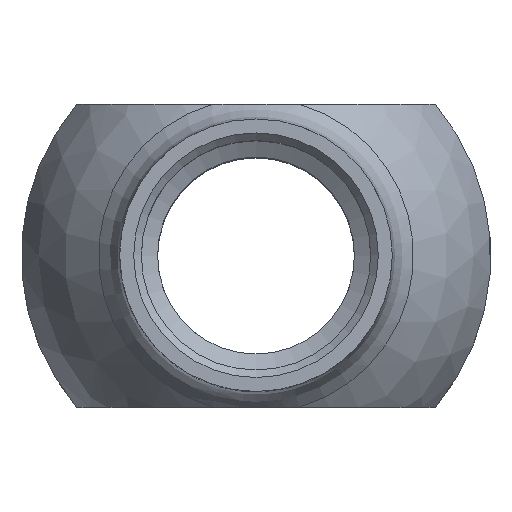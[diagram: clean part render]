
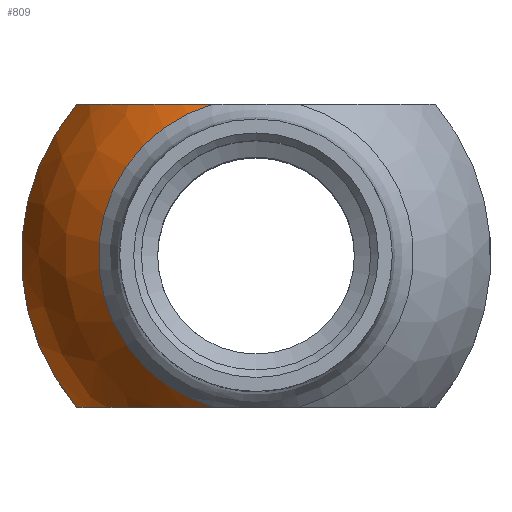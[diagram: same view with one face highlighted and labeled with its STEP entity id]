
A CAD part, top view. The second image highlights one B-rep face of the part: STEP entity #809.
In plain terms, the highlighted spherical face has radius 16 mm.
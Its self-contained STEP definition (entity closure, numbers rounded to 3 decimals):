
#727=CARTESIAN_POINT('',(-12.355,0.807,12.159));
#728=VERTEX_POINT('',#727);
#751=CARTESIAN_POINT('',(-12.355,20.807,12.159));
#752=VERTEX_POINT('',#751);
#766=CARTESIAN_POINT('',(-9.498,10.807,12.159));
#767=DIRECTION('',(0.0,0.0,1.0));
#768=DIRECTION('',(-1.0,0.0,0.0));
#769=AXIS2_PLACEMENT_3D('',#766,#767,#768);
#770=CIRCLE('',#769,10.4);
#771=EDGE_CURVE('',#752,#728,#770,.T.);
#776=CARTESIAN_POINT('',(-9.498,10.807,0.0));
#777=DIRECTION('',(0.0,0.0,1.0));
#778=DIRECTION('',(1.0,0.0,0.0));
#779=AXIS2_PLACEMENT_3D('',#776,#777,#778);
#780=SPHERICAL_SURFACE('',#779,16.0);
#781=ORIENTED_EDGE('',*,*,#771,.F.);
#782=CARTESIAN_POINT('',(-21.341,20.807,3.969));
#783=VERTEX_POINT('',#782);
#784=CARTESIAN_POINT('',(-9.498,20.807,0.0));
#785=DIRECTION('',(0.0,-1.0,0.0));
#786=DIRECTION('',(0.0,0.0,1.0));
#787=AXIS2_PLACEMENT_3D('',#784,#785,#786);
#788=CIRCLE('',#787,12.49);
#789=EDGE_CURVE('',#752,#783,#788,.T.);
#790=ORIENTED_EDGE('',*,*,#789,.T.);
#791=CARTESIAN_POINT('',(-21.341,0.807,3.969));
#792=VERTEX_POINT('',#791);
#793=CARTESIAN_POINT('',(-9.498,10.807,3.969));
#794=DIRECTION('',(0.0,0.0,-1.0));
#795=DIRECTION('',(-1.0,0.0,0.0));
#796=AXIS2_PLACEMENT_3D('',#793,#794,#795);
#797=CIRCLE('',#796,15.5);
#798=EDGE_CURVE('',#792,#783,#797,.T.);
#799=ORIENTED_EDGE('',*,*,#798,.F.);
#800=CARTESIAN_POINT('',(-9.498,0.807,0.0));
#801=DIRECTION('',(0.0,1.0,0.0));
#802=DIRECTION('',(0.0,0.0,-1.0));
#803=AXIS2_PLACEMENT_3D('',#800,#801,#802);
#804=CIRCLE('',#803,12.49);
#805=EDGE_CURVE('',#792,#728,#804,.T.);
#806=ORIENTED_EDGE('',*,*,#805,.T.);
#807=EDGE_LOOP('',(#781,#790,#799,#806));
#808=FACE_OUTER_BOUND('',#807,.T.);
#809=ADVANCED_FACE('',(#808),#780,.T.);
